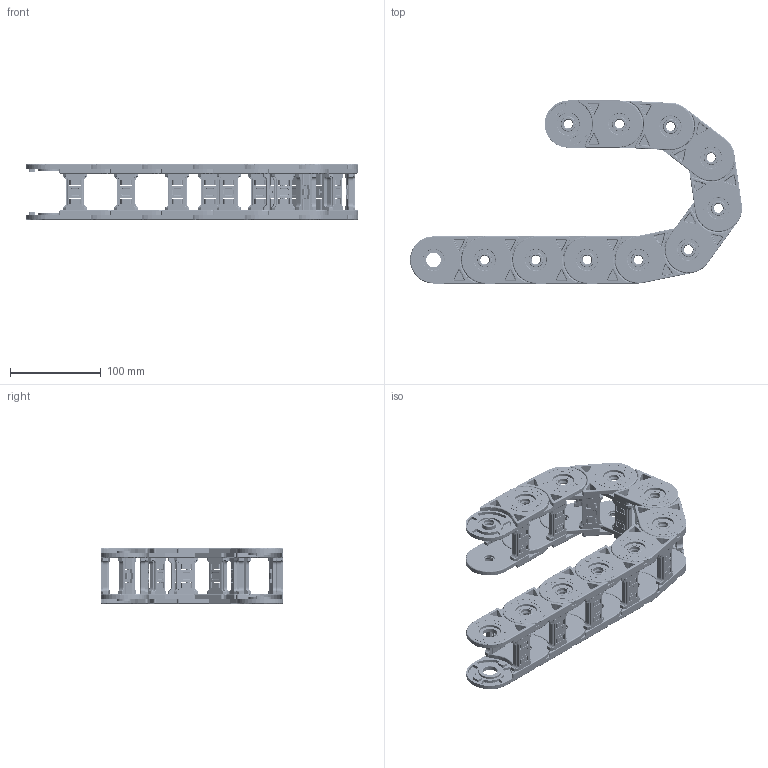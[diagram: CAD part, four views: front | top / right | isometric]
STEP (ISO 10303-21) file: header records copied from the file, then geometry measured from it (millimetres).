
FILE_DESCRIPTION (( 'STEP AP214' ), '1' );
FILE_NAME ('CK35-A040-R075.STEP', '2019-09-10T05:09:33', ( '' ), ( '' ), 'SwSTEP 2.0', 'SolidWorks 2017', '' );
FILE_SCHEMA (( 'AUTOMOTIVE_DESIGN' ));
Length unit declared in the file: millimetre
Products named in the file (2): CK35-A040; CK35-A040-R075
Assembly tree (10 placements, depth 2):
  CK35-A040-R075
    CK35-A040  x10
Bounding box: 366.58 x 202.02 x 61.41 mm (x, y, z)
Volume: 519741.9 mm3; surface area: 393661.8 mm2
Topology: 40 solids, 40 shells, 10840 faces, 27000 edges, 16480 vertices
Faces by surface type: cylinder 3880, plane 3760, torus 1480, bspline 1120, cone 320, sphere 280
Entity records: 48739 total; most frequent: CARTESIAN_POINT 23771, ORIENTED_EDGE 5328, DIRECTION 4996, EDGE_CURVE 2664, AXIS2_PLACEMENT_3D 1819, VERTEX_POINT 1648, VECTOR 1358, LINE 1358
